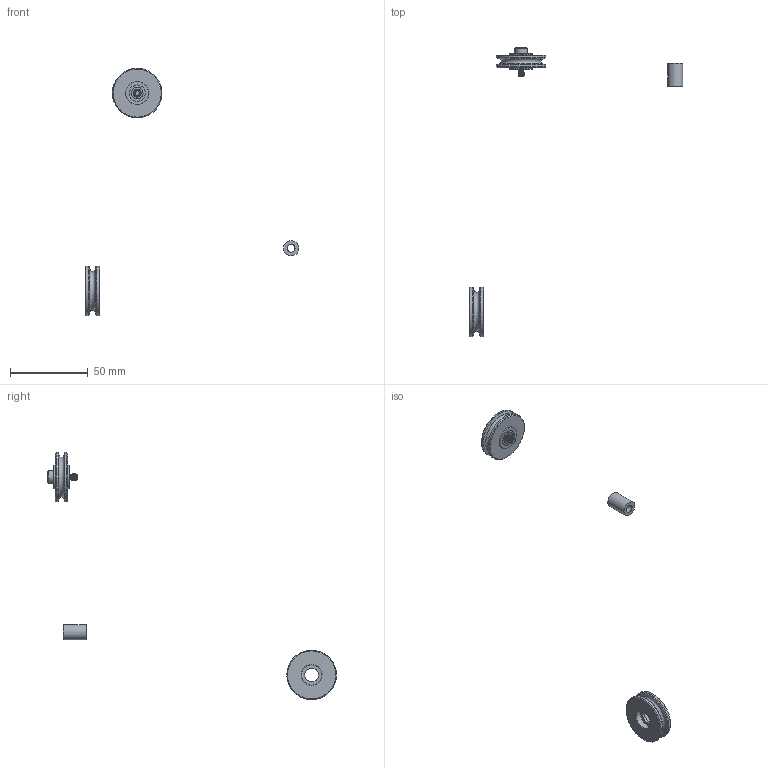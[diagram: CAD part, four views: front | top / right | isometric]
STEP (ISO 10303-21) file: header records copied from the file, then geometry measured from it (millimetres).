
FILE_DESCRIPTION(/* description */ (''),/* implementation_level */ '2;1');
FILE_NAME(/* name */ 'IdlerPulley v7.step',/* time_stamp */ '2025-07-21T16:02:35-07:00',/* author */ (''),/* organization */ (''),/* preprocessor_version */ 'ST-DEVELOPER v20.1',/* originating_system */ 'Autodesk Translation Framework v14.10.0.0',/* authorisation */ '');
FILE_SCHEMA (('AUTOMOTIVE_DESIGN { 1 0 10303 214 3 1 1 }'));
Length unit declared in the file: millimetre
Products named in the file (7): IdlerPulley; Bearings; MF695_UU; IdlerPulley_1; 90278A328_18-8 Stainless Steel Precision Shoulder Screw; Spacer; IdlerPulley_03
Assembly tree (7 placements, depth 3):
  IdlerPulley
    Bearings
      MF695_UU  x2
    IdlerPulley_1
    90278A328_18-8 Stainless Steel Precision Shoulder Screw
    Spacer
    IdlerPulley_03
Bounding box: 137.75 x 186.33 x 159.62 mm (x, y, z)
Volume: 11728 mm3; surface area: 8908.8 mm2
Topology: 26 solids, 28 shells, 147 faces, 313 edges, 197 vertices
Faces by surface type: cylinder 47, plane 37, cone 26, sphere 20, torus 15, bspline 2
Full cylindrical faces by diameter (mm): 2.8 x1, 3.091 x5, 4 x3, 4.987 x1, 5 x3, 7.6 x8, 8 x1, 8.8 x1, 9.846 x1, 10.4 x8, 13 x5, 15 x2, 32 x4
Entity records: 3894 total; most frequent: CARTESIAN_POINT 1374, DIRECTION 538, ORIENTED_EDGE 430, AXIS2_PLACEMENT_3D 237, EDGE_CURVE 215, VERTEX_POINT 148, EDGE_LOOP 129, CIRCLE 116
